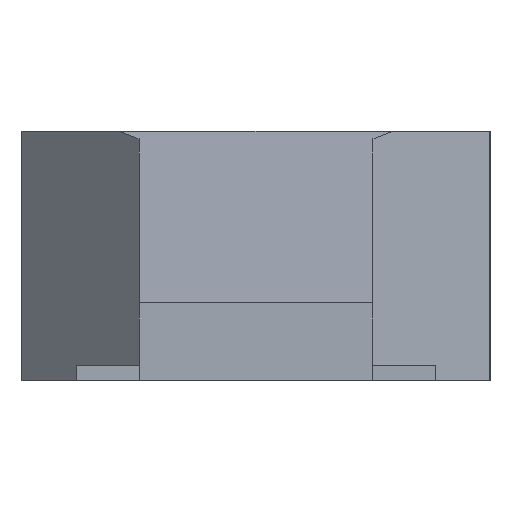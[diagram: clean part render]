
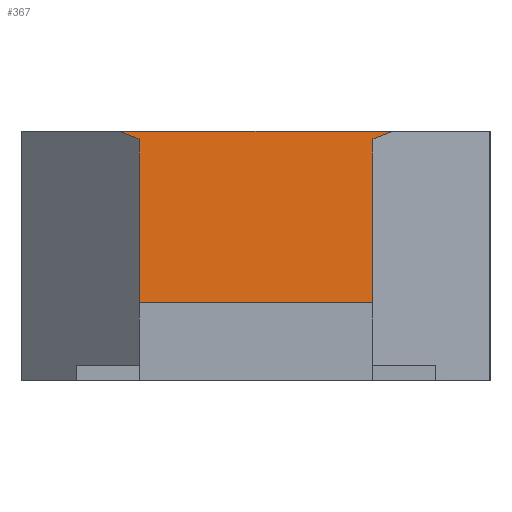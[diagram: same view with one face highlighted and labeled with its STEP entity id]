
A CAD part, left-side view. The second image highlights one B-rep face of the part: STEP entity #367.
In plain terms, the highlighted planar face has unit normal (-0.375, 0, 0.927).
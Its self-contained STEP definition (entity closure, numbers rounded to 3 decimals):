
#149=EDGE_CURVE('',#307,#203,#415,.T.);
#187=EDGE_CURVE('',#203,#317,#456,.T.);
#203=VERTEX_POINT('',#474);
#275=EDGE_CURVE('',#325,#313,#553,.T.);
#307=VERTEX_POINT('',#587);
#311=EDGE_CURVE('',#317,#313,#591,.T.);
#313=VERTEX_POINT('',#593);
#317=VERTEX_POINT('',#597);
#325=VERTEX_POINT('',#608);
#333=VERTEX_POINT('',#616);
#347=EDGE_CURVE('',#333,#307,#630,.T.);
#365=EDGE_CURVE('',#325,#333,#655,.T.);
#367=ADVANCED_FACE('',(#657),#658,.T.);
#415=LINE('',#699,#700);
#456=LINE('',#758,#759);
#474=CARTESIAN_POINT('',(0.0,-3.75,2.5));
#553=LINE('',#888,#889);
#587=CARTESIAN_POINT('',(0.0,3.75,2.5));
#591=LINE('',#940,#941);
#593=CARTESIAN_POINT('',(13.613,-4.363,8.));
#597=CARTESIAN_POINT('',(13.0,-3.75,7.752));
#608=CARTESIAN_POINT('',(13.613,4.363,8.));
#616=CARTESIAN_POINT('',(13.0,3.75,7.752));
#630=LINE('',#999,#1000);
#655=LINE('',#1031,#1032);
#657=FACE_OUTER_BOUND('',#1034,.T.);
#658=PLANE('',#1035);
#699=CARTESIAN_POINT('',(0.0,0.,2.5));
#700=VECTOR('',#1086,1.0);
#758=CARTESIAN_POINT('',(0.955,-3.75,2.886));
#759=VECTOR('',#1132,1.0);
#888=CARTESIAN_POINT('',(13.613,0.,8.));
#889=VECTOR('',#1226,1.0);
#940=CARTESIAN_POINT('',(8.661,0.589,5.999));
#941=VECTOR('',#1251,1.0);
#999=CARTESIAN_POINT('',(6.543,3.75,5.144));
#1000=VECTOR('',#1285,1.0);
#1031=CARTESIAN_POINT('',(10.395,1.145,6.7));
#1032=VECTOR('',#1344,1.0);
#1034=EDGE_LOOP('',(#1346,#1347,#1348,#1349,#1350,#1351));
#1035=AXIS2_PLACEMENT_3D('',#1352,#1353,#1354);
#1086=DIRECTION('',(0.0,-1.0,0.));
#1132=DIRECTION('',(0.927,0.0,0.375));
#1226=DIRECTION('',(0.0,-1.0,0.));
#1251=DIRECTION('',(0.68,-0.68,0.275));
#1285=DIRECTION('',(-0.927,0.0,-0.375));
#1344=DIRECTION('',(-0.68,-0.68,-0.275));
#1346=ORIENTED_EDGE('',*,*,#365,.T.);
#1347=ORIENTED_EDGE('',*,*,#347,.T.);
#1348=ORIENTED_EDGE('',*,*,#149,.T.);
#1349=ORIENTED_EDGE('',*,*,#187,.T.);
#1350=ORIENTED_EDGE('',*,*,#311,.T.);
#1351=ORIENTED_EDGE('',*,*,#275,.F.);
#1352=CARTESIAN_POINT('',(0.0,0.,2.5));
#1353=DIRECTION('',(-0.375,0.,0.927));
#1354=DIRECTION('',(0.0,-1.0,0.));
